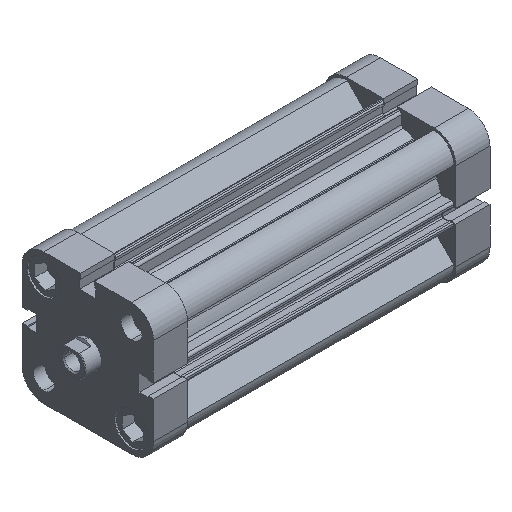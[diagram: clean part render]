
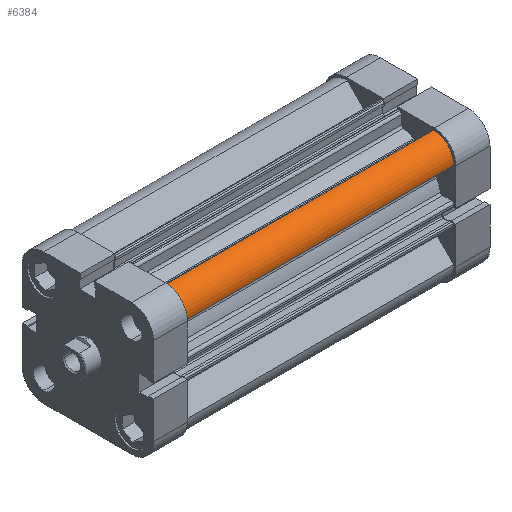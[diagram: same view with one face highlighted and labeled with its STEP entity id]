
A CAD part, isometric view. The second image highlights one B-rep face of the part: STEP entity #6384.
In plain terms, the highlighted cylindrical face has radius 8.5 mm (diameter 17 mm), a partial arc.
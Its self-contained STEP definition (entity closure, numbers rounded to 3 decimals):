
#598 = CARTESIAN_POINT ( 'NONE',  ( 19., -19., 116.5 ) ) ;
#610 = DIRECTION ( 'NONE',  ( 0., 0., 1. ) ) ;
#611 = DIRECTION ( 'NONE',  ( -1., 0., 0. ) ) ;
#1037 = CARTESIAN_POINT ( 'NONE',  ( 27.493, -18.654, 116.5 ) ) ;
#1119 = CARTESIAN_POINT ( 'NONE',  ( 18.654, -27.493, 0. ) ) ;
#1136 = CARTESIAN_POINT ( 'NONE',  ( 18.654, -27.493, 116.5 ) ) ;
#1152 = CARTESIAN_POINT ( 'NONE',  ( 27.493, -18.654, 0. ) ) ;
#1401 = CIRCLE ( 'NONE', #6478, 8.5 ) ;
#1888 = FACE_OUTER_BOUND ( 'NONE', #2631, .T. ) ;
#1890 = CYLINDRICAL_SURFACE ( 'NONE', #6763, 8.5 ) ;
#2078 = ORIENTED_EDGE ( 'NONE', *, *, #2940, .T. ) ;
#2142 = ORIENTED_EDGE ( 'NONE', *, *, #2873, .T. ) ;
#2328 = ORIENTED_EDGE ( 'NONE', *, *, #3580, .F. ) ;
#2347 = ORIENTED_EDGE ( 'NONE', *, *, #2925, .F. ) ;
#2631 = EDGE_LOOP ( 'NONE', ( #2142, #2347, #2328, #2078 ) ) ;
#2873 = EDGE_CURVE ( 'NONE', #4514, #4547, #9281, .T. ) ;
#2925 = EDGE_CURVE ( 'NONE', #4432, #4547, #9359, .T. ) ;
#2940 = EDGE_CURVE ( 'NONE', #4531, #4514, #9387, .T. ) ;
#3580 = EDGE_CURVE ( 'NONE', #4531, #4432, #1401, .T. ) ;
#3623 = AXIS2_PLACEMENT_3D ( 'NONE', #8191, #8199, #8200 ) ;
#4432 = VERTEX_POINT ( 'NONE', #1037 ) ;
#4514 = VERTEX_POINT ( 'NONE', #1119 ) ;
#4531 = VERTEX_POINT ( 'NONE', #1136 ) ;
#4547 = VERTEX_POINT ( 'NONE', #1152 ) ;
#6384 = ADVANCED_FACE ( 'NONE', ( #1888 ), #1890, .T. ) ;
#6478 = AXIS2_PLACEMENT_3D ( 'NONE', #598, #610, #611 ) ;
#6763 = AXIS2_PLACEMENT_3D ( 'NONE', #7703, #7692, #7695 ) ;
#7692 = DIRECTION ( 'NONE',  ( 0., 0., -1. ) ) ;
#7695 = DIRECTION ( 'NONE',  ( -1., 0., 0. ) ) ;
#7703 = CARTESIAN_POINT ( 'NONE',  ( 19., -19., 116.5 ) ) ;
#8191 = CARTESIAN_POINT ( 'NONE',  ( 19., -19., 0. ) ) ;
#8199 = DIRECTION ( 'NONE',  ( 0., 0., 1. ) ) ;
#8200 = DIRECTION ( 'NONE',  ( -1., 0., 0. ) ) ;
#8326 = CARTESIAN_POINT ( 'NONE',  ( 27.493, -18.654, 116.5 ) ) ;
#8327 = DIRECTION ( 'NONE',  ( 0., 0., -1. ) ) ;
#8356 = CARTESIAN_POINT ( 'NONE',  ( 18.654, -27.493, 116.5 ) ) ;
#8357 = DIRECTION ( 'NONE',  ( 0., 0., -1. ) ) ;
#9281 = CIRCLE ( 'NONE', #3623, 8.5 ) ;
#9359 = LINE ( 'NONE', #8326, #9360 ) ;
#9360 = VECTOR ( 'NONE', #8327, 1000. ) ;
#9387 = LINE ( 'NONE', #8356, #9388 ) ;
#9388 = VECTOR ( 'NONE', #8357, 1000. ) ;
